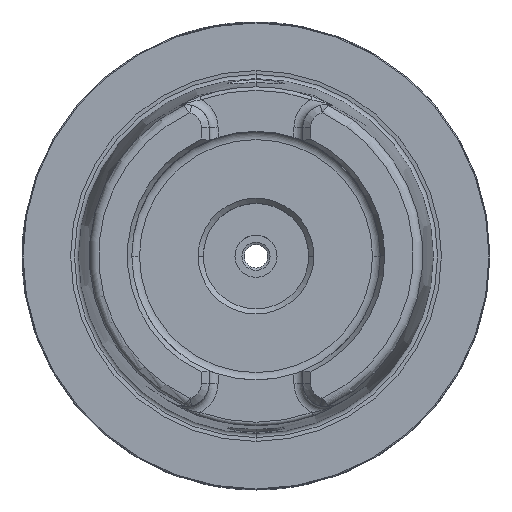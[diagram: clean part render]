
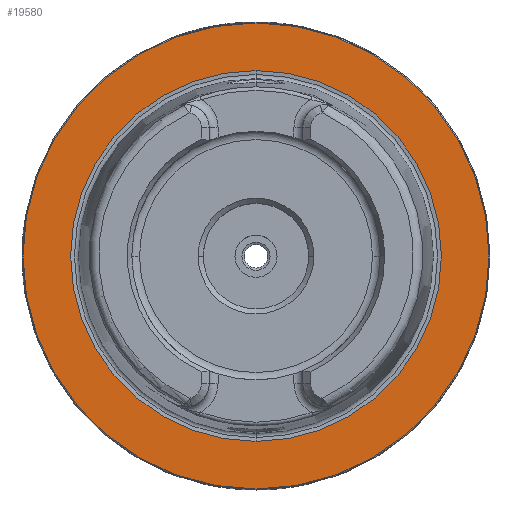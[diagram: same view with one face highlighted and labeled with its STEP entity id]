
A CAD part, top view. The second image highlights one B-rep face of the part: STEP entity #19580.
In plain terms, the highlighted planar face has unit normal (0, 0, 1).
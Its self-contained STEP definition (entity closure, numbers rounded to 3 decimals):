
#923 = EDGE_CURVE ( 'NONE', #1155, #17107, #10393, .T. ) ;
#1155 = VERTEX_POINT ( 'NONE', #17147 ) ;
#1260 = CARTESIAN_POINT ( 'NONE',  ( 0., 0., 0. ) ) ;
#1295 = EDGE_LOOP ( 'NONE', ( #10447, #1851 ) ) ;
#1846 = EDGE_CURVE ( 'NONE', #5303, #24001, #21233, .T. ) ;
#1851 = ORIENTED_EDGE ( 'NONE', *, *, #14250, .T. ) ;
#2499 = DIRECTION ( 'NONE',  ( 0., 0., 1. ) ) ;
#2619 = CIRCLE ( 'NONE', #26024, 49.765 ) ;
#3517 = FACE_OUTER_BOUND ( 'NONE', #10025, .T. ) ;
#5303 = VERTEX_POINT ( 'NONE', #11094 ) ;
#5477 = DIRECTION ( 'NONE',  ( 0., 0., -1. ) ) ;
#8257 = EDGE_CURVE ( 'NONE', #24001, #5303, #2619, .T. ) ;
#8590 = CARTESIAN_POINT ( 'NONE',  ( 0., 0., 0. ) ) ;
#8678 = AXIS2_PLACEMENT_3D ( 'NONE', #15997, #2499, #18225 ) ;
#9476 = FACE_BOUND ( 'NONE', #1295, .T. ) ;
#10025 = EDGE_LOOP ( 'NONE', ( #19397, #28681 ) ) ;
#10393 = CIRCLE ( 'NONE', #26112, 39.59 ) ;
#10447 = ORIENTED_EDGE ( 'NONE', *, *, #923, .T. ) ;
#10711 = DIRECTION ( 'NONE',  ( 0., -1., 0. ) ) ;
#10867 = DIRECTION ( 'NONE',  ( 0., -1., 0. ) ) ;
#11094 = CARTESIAN_POINT ( 'NONE',  ( 0., 49.765, 0. ) ) ;
#11778 = DIRECTION ( 'NONE',  ( 0., 0., -1. ) ) ;
#12095 = CARTESIAN_POINT ( 'NONE',  ( 0., 0., 0. ) ) ;
#14250 = EDGE_CURVE ( 'NONE', #17107, #1155, #27381, .T. ) ;
#15382 = DIRECTION ( 'NONE',  ( 0., 1., 0. ) ) ;
#15904 = PLANE ( 'NONE',  #8678 ) ;
#15997 = CARTESIAN_POINT ( 'NONE',  ( 0., 49.965, 0. ) ) ;
#17107 = VERTEX_POINT ( 'NONE', #17999 ) ;
#17147 = CARTESIAN_POINT ( 'NONE',  ( 0., -39.59, 0. ) ) ;
#17999 = CARTESIAN_POINT ( 'NONE',  ( 0., 39.59, 0. ) ) ;
#18225 = DIRECTION ( 'NONE',  ( 0., -1., 0. ) ) ;
#18995 = CARTESIAN_POINT ( 'NONE',  ( 0., 0., 0. ) ) ;
#19397 = ORIENTED_EDGE ( 'NONE', *, *, #8257, .T. ) ;
#19580 = ADVANCED_FACE ( 'NONE', ( #3517, #9476 ), #15904, .T. ) ;
#20658 = AXIS2_PLACEMENT_3D ( 'NONE', #12095, #25449, #10711 ) ;
#21233 = CIRCLE ( 'NONE', #20658, 49.765 ) ;
#21280 = DIRECTION ( 'NONE',  ( 0., 1., 0. ) ) ;
#21701 = CARTESIAN_POINT ( 'NONE',  ( 0., -49.765, 0. ) ) ;
#24001 = VERTEX_POINT ( 'NONE', #21701 ) ;
#24430 = DIRECTION ( 'NONE',  ( 0., 0., 1. ) ) ;
#25449 = DIRECTION ( 'NONE',  ( 0., 0., 1. ) ) ;
#26024 = AXIS2_PLACEMENT_3D ( 'NONE', #8590, #24430, #10867 ) ;
#26112 = AXIS2_PLACEMENT_3D ( 'NONE', #1260, #11778, #15382 ) ;
#27381 = CIRCLE ( 'NONE', #28012, 39.59 ) ;
#28012 = AXIS2_PLACEMENT_3D ( 'NONE', #18995, #5477, #21280 ) ;
#28681 = ORIENTED_EDGE ( 'NONE', *, *, #1846, .T. ) ;
